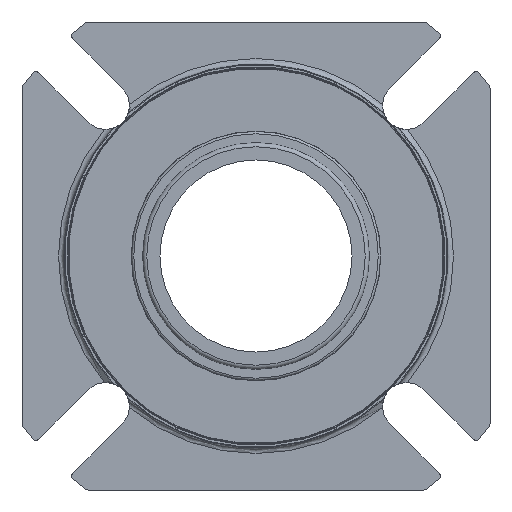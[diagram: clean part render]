
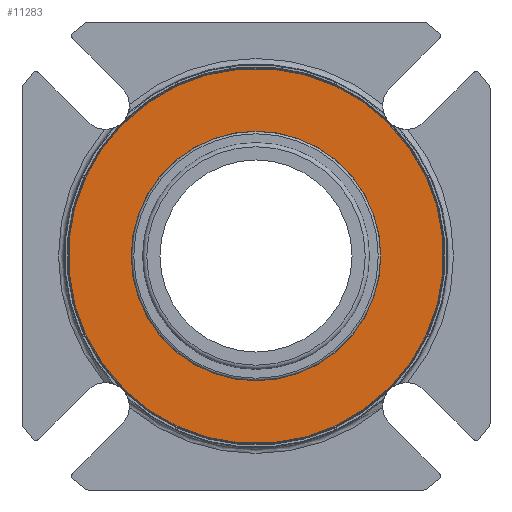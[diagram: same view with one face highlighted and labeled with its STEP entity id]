
A CAD part, left-side view. The second image highlights one B-rep face of the part: STEP entity #11283.
In plain terms, the highlighted planar face has unit normal (-1, 0, 0).
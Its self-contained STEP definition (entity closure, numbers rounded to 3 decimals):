
#1552=PLANE('',#12120);
#3805=ORIENTED_EDGE('',*,*,#4965,.F.);
#3806=ORIENTED_EDGE('',*,*,#4966,.T.);
#4965=EDGE_CURVE('',#5698,#5698,#6106,.T.);
#4966=EDGE_CURVE('',#5699,#5699,#6107,.T.);
#5698=VERTEX_POINT('',#19966);
#5699=VERTEX_POINT('',#19968);
#6106=CIRCLE('',#12121,45.403);
#6107=CIRCLE('',#12122,68.263);
#6671=EDGE_LOOP('',(#3805));
#6672=EDGE_LOOP('',(#3806));
#7256=FACE_BOUND('',#6671,.T.);
#7257=FACE_BOUND('',#6672,.T.);
#11283=ADVANCED_FACE('',(#7256,#7257),#1552,.T.);
#12120=AXIS2_PLACEMENT_3D('',#19964,#14243,#14244);
#12121=AXIS2_PLACEMENT_3D('',#19965,#14245,#14246);
#12122=AXIS2_PLACEMENT_3D('',#19967,#14247,#14248);
#14243=DIRECTION('',(-1.,0.,0.));
#14244=DIRECTION('',(0.,-0.706,0.709));
#14245=DIRECTION('',(-1.,0.,0.));
#14246=DIRECTION('',(0.,-1.,0.));
#14247=DIRECTION('',(-1.,0.,0.));
#14248=DIRECTION('',(0.,-0.706,0.709));
#19964=CARTESIAN_POINT('',(-0.483,-41.444,41.623));
#19965=CARTESIAN_POINT('',(-0.483,0.,0.));
#19966=CARTESIAN_POINT('',(-0.483,-45.403,0.));
#19967=CARTESIAN_POINT('',(-0.483,0.,0.));
#19968=CARTESIAN_POINT('',(-0.483,-48.165,48.372));
